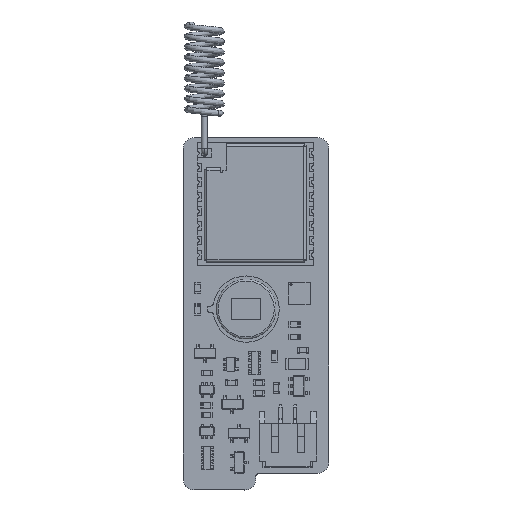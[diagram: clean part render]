
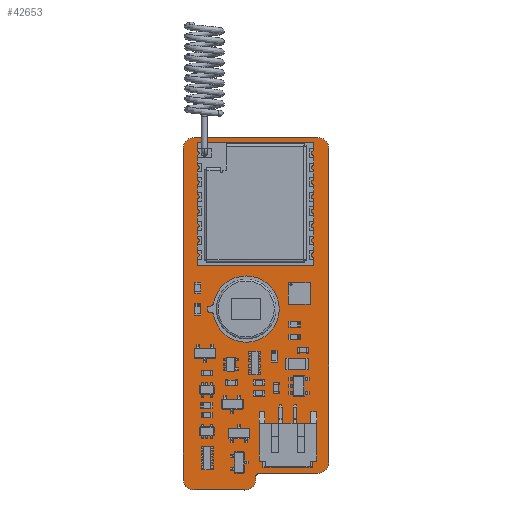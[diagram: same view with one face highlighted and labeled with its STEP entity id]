
A CAD part, top view. The second image highlights one B-rep face of the part: STEP entity #42653.
In plain terms, the highlighted planar face has unit normal (0, 0, 1).
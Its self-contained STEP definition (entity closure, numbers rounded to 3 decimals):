
#42404 = VERTEX_POINT('',#42405);
#42405 = CARTESIAN_POINT('',(79.976,-58.095,1.51));
#42411 = EDGE_CURVE('',#42404,#42412,#42414,.T.);
#42412 = VERTEX_POINT('',#42413);
#42413 = CARTESIAN_POINT('',(81.5,-59.619,1.51));
#42414 = CIRCLE('',#42415,1.524);
#42415 = AXIS2_PLACEMENT_3D('',#42416,#42417,#42418);
#42416 = CARTESIAN_POINT('',(79.976,-59.619,1.51));
#42417 = DIRECTION('',(0.,0.,-1.));
#42418 = DIRECTION('',(0.,1.,0.));
#42446 = VERTEX_POINT('',#42447);
#42447 = CARTESIAN_POINT('',(63.024,-58.095,1.51));
#42453 = EDGE_CURVE('',#42446,#42404,#42454,.T.);
#42454 = LINE('',#42455,#42456);
#42455 = CARTESIAN_POINT('',(63.024,-58.095,1.51));
#42456 = VECTOR('',#42457,1.);
#42457 = DIRECTION('',(1.,0.,0.));
#42475 = EDGE_CURVE('',#42412,#42476,#42478,.T.);
#42476 = VERTEX_POINT('',#42477);
#42477 = CARTESIAN_POINT('',(81.5,-102.687,1.51));
#42478 = LINE('',#42479,#42480);
#42479 = CARTESIAN_POINT('',(81.5,-59.619,1.51));
#42480 = VECTOR('',#42481,1.);
#42481 = DIRECTION('',(0.,-1.,0.));
#42653 = ADVANCED_FACE('',(#42654,#42734,#42745,#42756,#42767,#42778,
    #42789),#42800,.T.);
#42654 = FACE_BOUND('',#42655,.T.);
#42655 = EDGE_LOOP('',(#42656,#42657,#42658,#42667,#42675,#42684,#42692,
    #42701,#42709,#42718,#42726,#42733));
#42656 = ORIENTED_EDGE('',*,*,#42411,.F.);
#42657 = ORIENTED_EDGE('',*,*,#42453,.F.);
#42658 = ORIENTED_EDGE('',*,*,#42659,.F.);
#42659 = EDGE_CURVE('',#42660,#42446,#42662,.T.);
#42660 = VERTEX_POINT('',#42661);
#42661 = CARTESIAN_POINT('',(61.5,-59.619,1.51));
#42662 = CIRCLE('',#42663,1.524);
#42663 = AXIS2_PLACEMENT_3D('',#42664,#42665,#42666);
#42664 = CARTESIAN_POINT('',(63.024,-59.619,1.51));
#42665 = DIRECTION('',(0.,0.,-1.));
#42666 = DIRECTION('',(-1.,0.,-0.));
#42667 = ORIENTED_EDGE('',*,*,#42668,.F.);
#42668 = EDGE_CURVE('',#42669,#42660,#42671,.T.);
#42669 = VERTEX_POINT('',#42670);
#42670 = CARTESIAN_POINT('',(61.5,-105.,1.51));
#42671 = LINE('',#42672,#42673);
#42672 = CARTESIAN_POINT('',(61.5,-105.,1.51));
#42673 = VECTOR('',#42674,1.);
#42674 = DIRECTION('',(0.,1.,0.));
#42675 = ORIENTED_EDGE('',*,*,#42676,.F.);
#42676 = EDGE_CURVE('',#42677,#42669,#42679,.T.);
#42677 = VERTEX_POINT('',#42678);
#42678 = CARTESIAN_POINT('',(63.,-106.497,1.51));
#42679 = CIRCLE('',#42680,1.524);
#42680 = AXIS2_PLACEMENT_3D('',#42681,#42682,#42683);
#42681 = CARTESIAN_POINT('',(63.024,-104.973,1.51));
#42682 = DIRECTION('',(0.,0.,-1.));
#42683 = DIRECTION('',(-0.016,-1.,-0.));
#42684 = ORIENTED_EDGE('',*,*,#42685,.F.);
#42685 = EDGE_CURVE('',#42686,#42677,#42688,.T.);
#42686 = VERTEX_POINT('',#42687);
#42687 = CARTESIAN_POINT('',(69.941,-106.503,1.51));
#42688 = LINE('',#42689,#42690);
#42689 = CARTESIAN_POINT('',(69.941,-106.503,1.51));
#42690 = VECTOR('',#42691,1.);
#42691 = DIRECTION('',(-1.,0.001,0.));
#42692 = ORIENTED_EDGE('',*,*,#42693,.F.);
#42693 = EDGE_CURVE('',#42694,#42686,#42696,.T.);
#42694 = VERTEX_POINT('',#42695);
#42695 = CARTESIAN_POINT('',(71.465,-104.979,1.51));
#42696 = CIRCLE('',#42697,1.524);
#42697 = AXIS2_PLACEMENT_3D('',#42698,#42699,#42700);
#42698 = CARTESIAN_POINT('',(69.941,-104.979,1.51));
#42699 = DIRECTION('',(0.,0.,-1.));
#42700 = DIRECTION('',(1.,0.,0.));
#42701 = ORIENTED_EDGE('',*,*,#42702,.F.);
#42702 = EDGE_CURVE('',#42703,#42694,#42705,.T.);
#42703 = VERTEX_POINT('',#42704);
#42704 = CARTESIAN_POINT('',(71.466,-104.717,1.51));
#42705 = LINE('',#42706,#42707);
#42706 = CARTESIAN_POINT('',(71.466,-104.717,1.51));
#42707 = VECTOR('',#42708,1.);
#42708 = DIRECTION('',(-0.002,-1.,0.));
#42709 = ORIENTED_EDGE('',*,*,#42710,.F.);
#42710 = EDGE_CURVE('',#42711,#42703,#42713,.T.);
#42711 = VERTEX_POINT('',#42712);
#42712 = CARTESIAN_POINT('',(71.974,-104.209,1.51));
#42713 = CIRCLE('',#42714,0.508);
#42714 = AXIS2_PLACEMENT_3D('',#42715,#42716,#42717);
#42715 = CARTESIAN_POINT('',(71.974,-104.717,1.51));
#42716 = DIRECTION('',(0.,0.,1.));
#42717 = DIRECTION('',(0.,1.,0.));
#42718 = ORIENTED_EDGE('',*,*,#42719,.F.);
#42719 = EDGE_CURVE('',#42720,#42711,#42722,.T.);
#42720 = VERTEX_POINT('',#42721);
#42721 = CARTESIAN_POINT('',(80.,-104.211,1.51));
#42722 = LINE('',#42723,#42724);
#42723 = CARTESIAN_POINT('',(80.,-104.211,1.51));
#42724 = VECTOR('',#42725,1.);
#42725 = DIRECTION('',(-1.,0.,0.));
#42726 = ORIENTED_EDGE('',*,*,#42727,.F.);
#42727 = EDGE_CURVE('',#42476,#42720,#42728,.T.);
#42728 = CIRCLE('',#42729,1.524);
#42729 = AXIS2_PLACEMENT_3D('',#42730,#42731,#42732);
#42730 = CARTESIAN_POINT('',(79.976,-102.687,1.51));
#42731 = DIRECTION('',(0.,0.,-1.));
#42732 = DIRECTION('',(1.,0.,0.));
#42733 = ORIENTED_EDGE('',*,*,#42475,.F.);
#42734 = FACE_BOUND('',#42735,.T.);
#42735 = EDGE_LOOP('',(#42736));
#42736 = ORIENTED_EDGE('',*,*,#42737,.T.);
#42737 = EDGE_CURVE('',#42738,#42738,#42740,.T.);
#42738 = VERTEX_POINT('',#42739);
#42739 = CARTESIAN_POINT('',(68.345,-83.788,1.51));
#42740 = CIRCLE('',#42741,0.325);
#42741 = AXIS2_PLACEMENT_3D('',#42742,#42743,#42744);
#42742 = CARTESIAN_POINT('',(68.345,-83.463,1.51));
#42743 = DIRECTION('',(-0.,0.,-1.));
#42744 = DIRECTION('',(-0.,-1.,0.));
#42745 = FACE_BOUND('',#42746,.T.);
#42746 = EDGE_LOOP('',(#42747));
#42747 = ORIENTED_EDGE('',*,*,#42748,.T.);
#42748 = EDGE_CURVE('',#42749,#42749,#42751,.T.);
#42749 = VERTEX_POINT('',#42750);
#42750 = CARTESIAN_POINT('',(71.945,-83.788,1.51));
#42751 = CIRCLE('',#42752,0.325);
#42752 = AXIS2_PLACEMENT_3D('',#42753,#42754,#42755);
#42753 = CARTESIAN_POINT('',(71.945,-83.463,1.51));
#42754 = DIRECTION('',(-0.,0.,-1.));
#42755 = DIRECTION('',(-0.,-1.,0.));
#42756 = FACE_BOUND('',#42757,.T.);
#42757 = EDGE_LOOP('',(#42758));
#42758 = ORIENTED_EDGE('',*,*,#42759,.T.);
#42759 = EDGE_CURVE('',#42760,#42760,#42762,.T.);
#42760 = VERTEX_POINT('',#42761);
#42761 = CARTESIAN_POINT('',(71.945,-80.188,1.51));
#42762 = CIRCLE('',#42763,0.325);
#42763 = AXIS2_PLACEMENT_3D('',#42764,#42765,#42766);
#42764 = CARTESIAN_POINT('',(71.945,-79.863,1.51));
#42765 = DIRECTION('',(-0.,0.,-1.));
#42766 = DIRECTION('',(-0.,-1.,0.));
#42767 = FACE_BOUND('',#42768,.T.);
#42768 = EDGE_LOOP('',(#42769));
#42769 = ORIENTED_EDGE('',*,*,#42770,.T.);
#42770 = EDGE_CURVE('',#42771,#42771,#42773,.T.);
#42771 = VERTEX_POINT('',#42772);
#42772 = CARTESIAN_POINT('',(71.501,-67.406,1.51));
#42773 = CIRCLE('',#42774,0.35);
#42774 = AXIS2_PLACEMENT_3D('',#42775,#42776,#42777);
#42775 = CARTESIAN_POINT('',(71.501,-67.056,1.51));
#42776 = DIRECTION('',(-0.,0.,-1.));
#42777 = DIRECTION('',(-0.,-1.,0.));
#42778 = FACE_BOUND('',#42779,.T.);
#42779 = EDGE_LOOP('',(#42780));
#42780 = ORIENTED_EDGE('',*,*,#42781,.T.);
#42781 = EDGE_CURVE('',#42782,#42782,#42784,.T.);
#42782 = VERTEX_POINT('',#42783);
#42783 = CARTESIAN_POINT('',(71.501,-64.866,1.51));
#42784 = CIRCLE('',#42785,0.35);
#42785 = AXIS2_PLACEMENT_3D('',#42786,#42787,#42788);
#42786 = CARTESIAN_POINT('',(71.501,-64.516,1.51));
#42787 = DIRECTION('',(-0.,0.,-1.));
#42788 = DIRECTION('',(-0.,-1.,0.));
#42789 = FACE_BOUND('',#42790,.T.);
#42790 = EDGE_LOOP('',(#42791));
#42791 = ORIENTED_EDGE('',*,*,#42792,.T.);
#42792 = EDGE_CURVE('',#42793,#42793,#42795,.T.);
#42793 = VERTEX_POINT('',#42794);
#42794 = CARTESIAN_POINT('',(71.501,-62.326,1.51));
#42795 = CIRCLE('',#42796,0.35);
#42796 = AXIS2_PLACEMENT_3D('',#42797,#42798,#42799);
#42797 = CARTESIAN_POINT('',(71.501,-61.976,1.51));
#42798 = DIRECTION('',(-0.,0.,-1.));
#42799 = DIRECTION('',(-0.,-1.,0.));
#42800 = PLANE('',#42801);
#42801 = AXIS2_PLACEMENT_3D('',#42802,#42803,#42804);
#42802 = CARTESIAN_POINT('',(0.,0.,1.51));
#42803 = DIRECTION('',(0.,0.,1.));
#42804 = DIRECTION('',(1.,0.,-0.));
